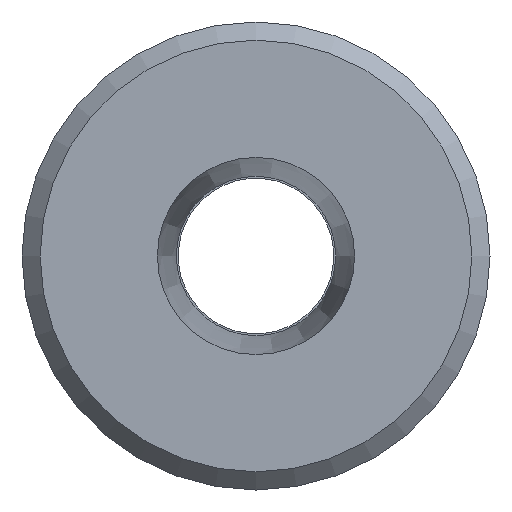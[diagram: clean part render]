
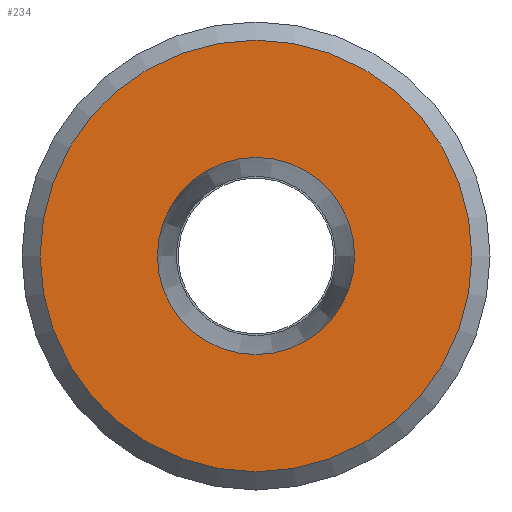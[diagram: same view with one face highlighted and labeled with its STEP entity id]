
A CAD part, left-side view. The second image highlights one B-rep face of the part: STEP entity #234.
In plain terms, the highlighted planar face has unit normal (-1, 0, 0).
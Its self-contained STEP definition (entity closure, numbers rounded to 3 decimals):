
#123=CARTESIAN_POINT('',(0.,2.06,0.0));
#124=VERTEX_POINT('',#123);
#125=CARTESIAN_POINT('',(0.0,0.0,0.0));
#126=DIRECTION('',(1.0,0.0,0.0));
#127=DIRECTION('',(0.0,1.0,0.0));
#128=AXIS2_PLACEMENT_3D('',#125,#126,#127);
#129=CIRCLE('',#128,2.06);
#130=EDGE_CURVE('',#124,#124,#129,.T.);
#208=CARTESIAN_POINT('',(0.,4.51,0.));
#209=VERTEX_POINT('',#208);
#210=CARTESIAN_POINT('',(0.,0.,0.0));
#211=DIRECTION('',(1.0,0.0,0.0));
#212=DIRECTION('',(0.0,-1.0,0.0));
#213=AXIS2_PLACEMENT_3D('',#210,#211,#212);
#214=CIRCLE('',#213,4.51);
#215=EDGE_CURVE('',#209,#209,#214,.T.);
#223=CARTESIAN_POINT('',(0.0,2.445,0.0));
#224=DIRECTION('',(-1.0,0.0,0.0));
#225=DIRECTION('',(0.0,0.0,1.0));
#226=AXIS2_PLACEMENT_3D('',#223,#224,#225);
#227=PLANE('',#226);
#228=ORIENTED_EDGE('',*,*,#215,.F.);
#229=EDGE_LOOP('',(#228));
#230=FACE_OUTER_BOUND('',#229,.T.);
#231=ORIENTED_EDGE('',*,*,#130,.T.);
#232=EDGE_LOOP('',(#231));
#233=FACE_BOUND('',#232,.T.);
#234=ADVANCED_FACE('',(#230,#233),#227,.T.);
